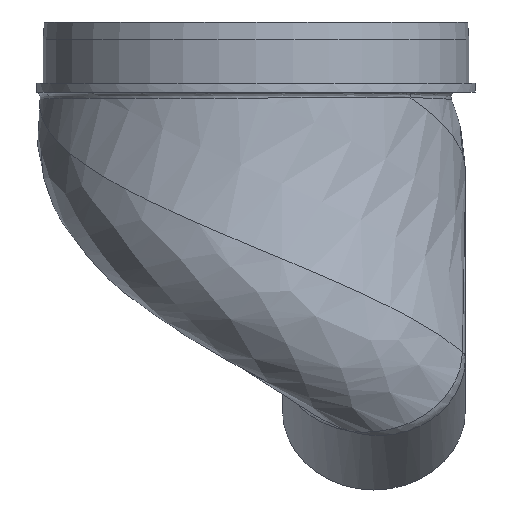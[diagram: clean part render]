
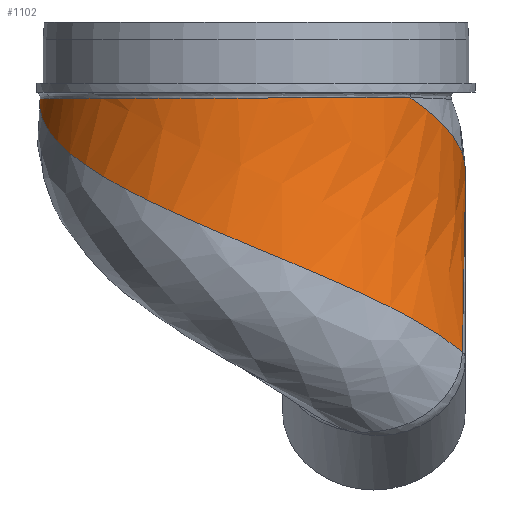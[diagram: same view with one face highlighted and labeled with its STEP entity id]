
A CAD part, front view. The second image highlights one B-rep face of the part: STEP entity #1102.
In plain terms, the highlighted free-form (B-spline) face has degree [3, 3] with [4, 10] control points.
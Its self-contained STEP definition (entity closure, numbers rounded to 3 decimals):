
#101=B_SPLINE_SURFACE_WITH_KNOTS('',3,3,((#3869,#3870,#3871,#3872,#3873,
#3874,#3875,#3876,#3877,#3878),(#3879,#3880,#3881,#3882,#3883,#3884,#3885,
#3886,#3887,#3888),(#3889,#3890,#3891,#3892,#3893,#3894,#3895,#3896,#3897,
#3898),(#3899,#3900,#3901,#3902,#3903,#3904,#3905,#3906,#3907,#3908)),
 .UNSPECIFIED.,.F.,.F.,.F.,(4,4),(4,1,1,1,1,1,1,4),(0.,7.2),(0.,0.39,
0.779,1.169,1.558,1.948,2.337,
2.727),.UNSPECIFIED.);
#121=B_SPLINE_CURVE_WITH_KNOTS('',3,(#1512,#1513,#1514,#1515,#1516,#1517,
#1518,#1519,#1520,#1521),.UNSPECIFIED.,.F.,.F.,(4,1,1,1,1,1,1,4),(-17.698,
-15.17,-12.641,-10.113,-7.585,
-5.057,-2.528,0.),.UNSPECIFIED.);
#167=B_SPLINE_CURVE_WITH_KNOTS('',3,(#3485,#3486,#3487,#3488,#3489,#3490),
 .UNSPECIFIED.,.F.,.F.,(4,2,4),(-6.936,0.,0.007),
 .UNSPECIFIED.);
#170=B_SPLINE_CURVE_WITH_KNOTS('',3,(#3686,#3687,#3688,#3689),
 .UNSPECIFIED.,.F.,.F.,(4,4),(-0.005,0.),.UNSPECIFIED.);
#175=B_SPLINE_CURVE_WITH_KNOTS('',3,(#3909,#3910,#3911,#3912,#3913,#3914,
#3915,#3916,#3917,#3918),.UNSPECIFIED.,.F.,.F.,(4,1,1,1,1,1,1,4),(0.029,
0.39,0.779,1.169,1.558,1.948,
2.337,2.727),.UNSPECIFIED.);
#176=B_SPLINE_CURVE_WITH_KNOTS('',3,(#3919,#3920,#3921,#3922,#3923,#3924),
 .UNSPECIFIED.,.F.,.F.,(4,1,1,4),(0.,0.39,0.779,
0.781),.UNSPECIFIED.);
#261=FACE_OUTER_BOUND('',#331,.T.);
#331=EDGE_LOOP('',(#922,#923,#924,#925,#926,#927));
#372=LINE('',#2114,#405);
#405=VECTOR('',#1293,13.5);
#484=VERTEX_POINT('',#1509);
#485=VERTEX_POINT('',#1511);
#517=VERTEX_POINT('',#2111);
#518=VERTEX_POINT('',#2113);
#553=VERTEX_POINT('',#3483);
#554=VERTEX_POINT('',#3559);
#586=EDGE_CURVE('',#485,#484,#121,.T.);
#629=EDGE_CURVE('',#517,#518,#372,.T.);
#684=EDGE_CURVE('',#553,#518,#167,.T.);
#689=EDGE_CURVE('',#554,#553,#170,.T.);
#695=EDGE_CURVE('',#554,#484,#175,.T.);
#696=EDGE_CURVE('',#517,#485,#176,.T.);
#922=ORIENTED_EDGE('',*,*,#586,.T.);
#923=ORIENTED_EDGE('',*,*,#695,.F.);
#924=ORIENTED_EDGE('',*,*,#689,.T.);
#925=ORIENTED_EDGE('',*,*,#684,.T.);
#926=ORIENTED_EDGE('',*,*,#629,.F.);
#927=ORIENTED_EDGE('',*,*,#696,.T.);
#1102=ADVANCED_FACE('',(#261),#101,.F.);
#1293=DIRECTION('',(0.,-0.5,-0.866));
#1509=CARTESIAN_POINT('',(-102.893,5.887,-98.955));
#1511=CARTESIAN_POINT('',(66.429,-63.384,-98.393));
#1512=CARTESIAN_POINT('Ctrl Pts',(66.429,-63.384,-98.393));
#1513=CARTESIAN_POINT('Ctrl Pts',(58.746,-71.37,-98.423));
#1514=CARTESIAN_POINT('Ctrl Pts',(40.594,-84.66,-98.483));
#1515=CARTESIAN_POINT('Ctrl Pts',(8.223,-94.206,-98.572));
#1516=CARTESIAN_POINT('Ctrl Pts',(-25.471,-92.297,-98.659));
#1517=CARTESIAN_POINT('Ctrl Pts',(-56.61,-79.28,-98.741));
#1518=CARTESIAN_POINT('Ctrl Pts',(-81.745,-56.753,-98.818));
#1519=CARTESIAN_POINT('Ctrl Pts',(-98.275,-27.322,-98.89));
#1520=CARTESIAN_POINT('Ctrl Pts',(-102.525,-5.222,-98.934));
#1521=CARTESIAN_POINT('Ctrl Pts',(-102.893,5.887,-98.955));
#2111=CARTESIAN_POINT('',(91.8,1.757,-131.957));
#2113=CARTESIAN_POINT('',(91.8,0.,-135.));
#2114=CARTESIAN_POINT('',(91.8,1.757,-131.957));
#3483=CARTESIAN_POINT('',(90.4,-49.46,-214.829));
#3485=CARTESIAN_POINT('Ctrl Pts',(90.4,-49.46,-214.829));
#3486=CARTESIAN_POINT('Ctrl Pts',(91.197,-33.25,-188.126));
#3487=CARTESIAN_POINT('Ctrl Pts',(91.812,-16.694,-161.587));
#3488=CARTESIAN_POINT('Ctrl Pts',(91.8,-0.035,
-135.056));
#3489=CARTESIAN_POINT('Ctrl Pts',(91.8,-0.018,-135.028));
#3490=CARTESIAN_POINT('Ctrl Pts',(91.8,0.,-135.));
#3559=CARTESIAN_POINT('',(90.398,-49.494,-214.885));
#3686=CARTESIAN_POINT('Ctrl Pts',(90.398,-49.494,-214.885));
#3687=CARTESIAN_POINT('Ctrl Pts',(90.399,-49.483,-214.866));
#3688=CARTESIAN_POINT('Ctrl Pts',(90.399,-49.472,-214.847));
#3689=CARTESIAN_POINT('Ctrl Pts',(90.4,-49.46,-214.829));
#3869=CARTESIAN_POINT('Ctrl Pts',(91.8,1.757,-131.957));
#3870=CARTESIAN_POINT('Ctrl Pts',(92.028,-10.164,-126.377));
#3871=CARTESIAN_POINT('Ctrl Pts',(87.787,-34.093,-115.217));
#3872=CARTESIAN_POINT('Ctrl Pts',(68.257,-64.873,-98.477));
#3873=CARTESIAN_POINT('Ctrl Pts',(38.509,-85.944,-81.737));
#3874=CARTESIAN_POINT('Ctrl Pts',(2.984,-94.12,-64.997));
#3875=CARTESIAN_POINT('Ctrl Pts',(-32.987,-88.211,-48.257));
#3876=CARTESIAN_POINT('Ctrl Pts',(-64.012,-69.066,-31.517));
#3877=CARTESIAN_POINT('Ctrl Pts',(-78.3,-49.412,-20.357));
#3878=CARTESIAN_POINT('Ctrl Pts',(-83.312,-38.594,-14.777));
#3879=CARTESIAN_POINT('Ctrl Pts',(91.8,-14.443,-160.017));
#3880=CARTESIAN_POINT('Ctrl Pts',(89.924,-26.364,-154.436));
#3881=CARTESIAN_POINT('Ctrl Pts',(81.476,-49.464,-143.276));
#3882=CARTESIAN_POINT('Ctrl Pts',(56.583,-76.695,-126.536));
#3883=CARTESIAN_POINT('Ctrl Pts',(23.218,-92.447,-109.796));
#3884=CARTESIAN_POINT('Ctrl Pts',(-13.629,-94.328,-93.056));
#3885=CARTESIAN_POINT('Ctrl Pts',(-48.437,-82.094,-76.316));
#3886=CARTESIAN_POINT('Ctrl Pts',(-75.98,-57.541,-59.576));
#3887=CARTESIAN_POINT('Ctrl Pts',(-86.752,-35.433,-48.416));
#3888=CARTESIAN_POINT('Ctrl Pts',(-89.839,-23.767,-42.836));
#3889=CARTESIAN_POINT('Ctrl Pts',(91.8,-30.643,-188.076));
#3890=CARTESIAN_POINT('Ctrl Pts',(87.821,-42.564,-182.496));
#3891=CARTESIAN_POINT('Ctrl Pts',(75.166,-64.835,-171.336));
#3892=CARTESIAN_POINT('Ctrl Pts',(44.909,-88.517,-154.596));
#3893=CARTESIAN_POINT('Ctrl Pts',(7.927,-98.95,-137.856));
#3894=CARTESIAN_POINT('Ctrl Pts',(-30.243,-94.537,-121.116));
#3895=CARTESIAN_POINT('Ctrl Pts',(-63.886,-75.977,-104.376));
#3896=CARTESIAN_POINT('Ctrl Pts',(-87.947,-46.016,-87.635));
#3897=CARTESIAN_POINT('Ctrl Pts',(-95.205,-21.454,-76.475));
#3898=CARTESIAN_POINT('Ctrl Pts',(-96.366,-8.94,-70.895));
#3899=CARTESIAN_POINT('Ctrl Pts',(91.8,-46.843,-216.135));
#3900=CARTESIAN_POINT('Ctrl Pts',(85.717,-58.764,-210.555));
#3901=CARTESIAN_POINT('Ctrl Pts',(68.855,-80.206,-199.395));
#3902=CARTESIAN_POINT('Ctrl Pts',(33.234,-100.339,-182.655));
#3903=CARTESIAN_POINT('Ctrl Pts',(-7.364,-105.453,-165.915));
#3904=CARTESIAN_POINT('Ctrl Pts',(-46.856,-94.746,-149.175));
#3905=CARTESIAN_POINT('Ctrl Pts',(-79.336,-69.86,-132.435));
#3906=CARTESIAN_POINT('Ctrl Pts',(-99.915,-34.491,-115.695));
#3907=CARTESIAN_POINT('Ctrl Pts',(-103.657,-7.474,-104.535));
#3908=CARTESIAN_POINT('Ctrl Pts',(-102.893,5.887,-98.955));
#3909=CARTESIAN_POINT('Ctrl Pts',(90.398,-49.494,-214.885));
#3910=CARTESIAN_POINT('Ctrl Pts',(84.448,-60.354,-209.721));
#3911=CARTESIAN_POINT('Ctrl Pts',(67.968,-80.707,-198.978));
#3912=CARTESIAN_POINT('Ctrl Pts',(33.234,-100.339,-182.655));
#3913=CARTESIAN_POINT('Ctrl Pts',(-7.364,-105.453,-165.915));
#3914=CARTESIAN_POINT('Ctrl Pts',(-46.856,-94.746,-149.175));
#3915=CARTESIAN_POINT('Ctrl Pts',(-79.336,-69.86,-132.435));
#3916=CARTESIAN_POINT('Ctrl Pts',(-99.915,-34.491,-115.695));
#3917=CARTESIAN_POINT('Ctrl Pts',(-103.657,-7.474,-104.535));
#3918=CARTESIAN_POINT('Ctrl Pts',(-102.893,5.887,-98.955));
#3919=CARTESIAN_POINT('Ctrl Pts',(91.8,1.757,-131.957));
#3920=CARTESIAN_POINT('Ctrl Pts',(92.028,-10.164,-126.377));
#3921=CARTESIAN_POINT('Ctrl Pts',(87.787,-34.093,-115.217));
#3922=CARTESIAN_POINT('Ctrl Pts',(74.734,-54.664,-104.029));
#3923=CARTESIAN_POINT('Ctrl Pts',(66.471,-63.342,-98.421));
#3924=CARTESIAN_POINT('Ctrl Pts',(66.43,-63.385,-98.393));
